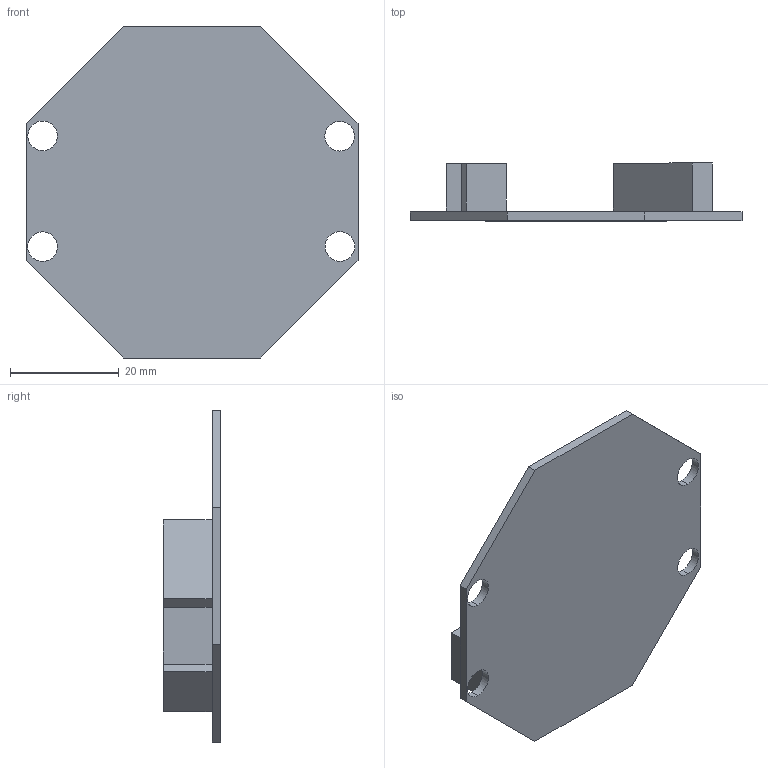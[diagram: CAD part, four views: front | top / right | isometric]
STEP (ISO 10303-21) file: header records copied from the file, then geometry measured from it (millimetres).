
FILE_DESCRIPTION (( 'STEP AP203' ), '1' );
FILE_NAME ('Ganglion Board.STEP', '2022-02-27T13:44:47', ( '' ), ( '' ), 'SwSTEP 2.0', 'SolidWorks 2021', '' );
FILE_SCHEMA (( 'CONFIG_CONTROL_DESIGN' ));
Length unit declared in the file: millimetre
Products named in the file (1): Ganglion Board
Bounding box: 61 x 10.6 x 61 mm (x, y, z)
Volume: 6079.3 mm3; surface area: 8111.4 mm2
Topology: 1 solids, 1 shells, 153 faces, 372 edges, 248 vertices
Faces by surface type: plane 145, cylinder 8
Entity records: 4495 total; most frequent: CARTESIAN_POINT 774, ORIENTED_EDGE 744, DIRECTION 696, EDGE_CURVE 372, LINE 356, VECTOR 356, VERTEX_POINT 248, EDGE_LOOP 188
